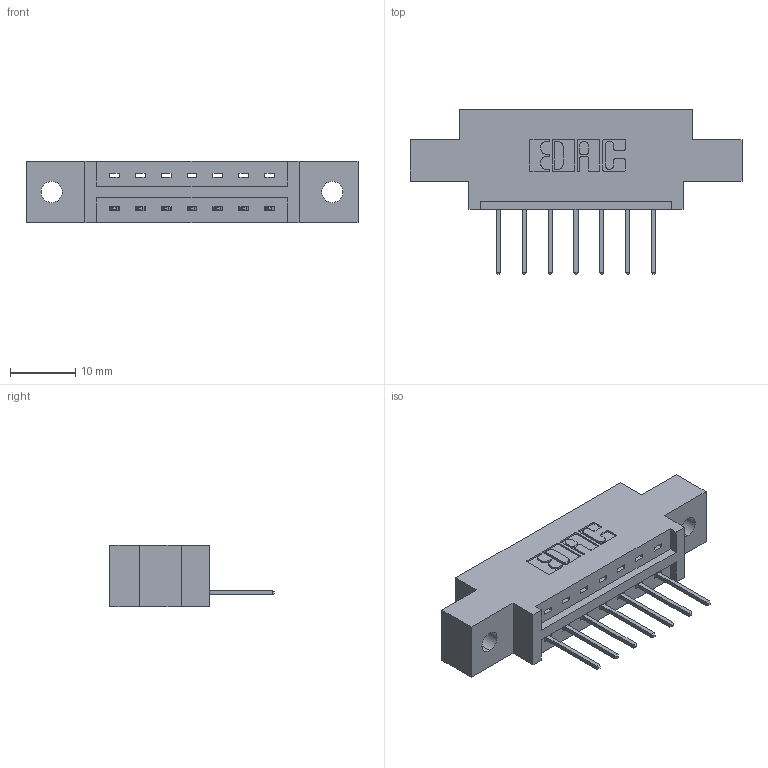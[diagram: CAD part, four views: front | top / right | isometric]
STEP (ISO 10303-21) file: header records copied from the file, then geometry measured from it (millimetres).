
FILE_DESCRIPTION (( 'STEP AP203' ), '1' );
FILE_NAME ('387-007-523-602.STEP', '2018-08-13T05:10:55', ( '' ), ( '' ), 'SwSTEP 2.0', 'SolidWorks 2016', '' );
FILE_SCHEMA (( 'CONFIG_CONTROL_DESIGN' ));
Length unit declared in the file: inch
Products named in the file (3): 337 Part_0.170 Offset - 0.128 Dia; 345-292-001_345-293-123; 387-007-523-602
Assembly tree (8 placements, depth 2):
  387-007-523-602
    337 Part_0.170 Offset - 0.128 Dia
    345-292-001_345-293-123  x7
Bounding box: 50.75 x 25.15 x 9.4 mm (x, y, z)
Volume: 4679.6 mm3; surface area: 4474.2 mm2
Topology: 8 solids, 8 shells, 552 faces, 1639 edges, 1082 vertices
Faces by surface type: plane 396, cylinder 156
Entity records: 9883 total; most frequent: CARTESIAN_POINT 1727, ORIENTED_EDGE 1670, DIRECTION 1525, EDGE_CURVE 835, LINE 707, VECTOR 707, VERTEX_POINT 554, AXIS2_PLACEMENT_3D 409
